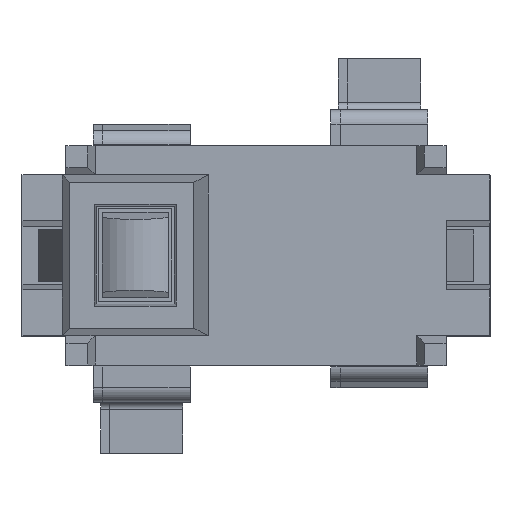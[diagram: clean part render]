
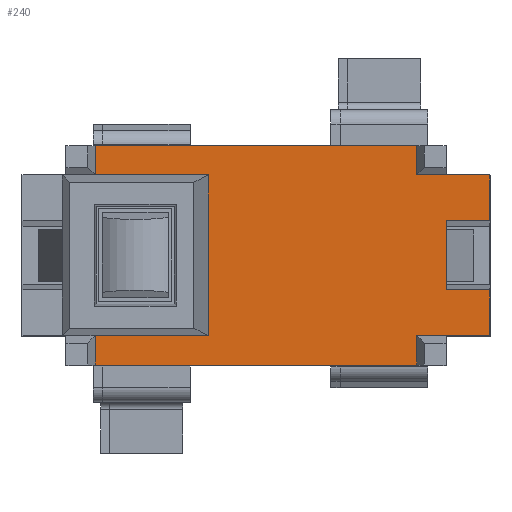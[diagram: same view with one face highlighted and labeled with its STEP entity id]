
A CAD part, top view. The second image highlights one B-rep face of the part: STEP entity #240.
In plain terms, the highlighted planar face has unit normal (0, 0, 1).
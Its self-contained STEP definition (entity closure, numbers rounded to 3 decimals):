
#240 = ADVANCED_FACE( '', ( #584 ), #585, .T. );
#584 = FACE_OUTER_BOUND( '', #1083, .T. );
#585 = PLANE( '', #1084 );
#1083 = EDGE_LOOP( '', ( #1629, #1630, #1631, #1632, #1633, #1634, #1635, #1636, #1637, #1638, #1639, #1640, #1641, #1642, #1643, #1644 ) );
#1084 = AXIS2_PLACEMENT_3D( '', #1645, #1646, #1647 );
#1629 = ORIENTED_EDGE( '', *, *, #3135, .F. );
#1630 = ORIENTED_EDGE( '', *, *, #3136, .F. );
#1631 = ORIENTED_EDGE( '', *, *, #3137, .T. );
#1632 = ORIENTED_EDGE( '', *, *, #3138, .T. );
#1633 = ORIENTED_EDGE( '', *, *, #3139, .T. );
#1634 = ORIENTED_EDGE( '', *, *, #3140, .T. );
#1635 = ORIENTED_EDGE( '', *, *, #3141, .T. );
#1636 = ORIENTED_EDGE( '', *, *, #3142, .T. );
#1637 = ORIENTED_EDGE( '', *, *, #3143, .F. );
#1638 = ORIENTED_EDGE( '', *, *, #3144, .F. );
#1639 = ORIENTED_EDGE( '', *, *, #3145, .F. );
#1640 = ORIENTED_EDGE( '', *, *, #3146, .T. );
#1641 = ORIENTED_EDGE( '', *, *, #3147, .T. );
#1642 = ORIENTED_EDGE( '', *, *, #3148, .T. );
#1643 = ORIENTED_EDGE( '', *, *, #3149, .T. );
#1644 = ORIENTED_EDGE( '', *, *, #3150, .T. );
#1645 = CARTESIAN_POINT( '', ( 2.2, 1.5, 0.35 ) );
#1646 = DIRECTION( '', ( 0., 0., 1. ) );
#1647 = DIRECTION( '', ( 1., 0., 0. ) );
#3135 = EDGE_CURVE( '', #3806, #3807, #3808, .T. );
#3136 = EDGE_CURVE( '', #3809, #3806, #3810, .T. );
#3137 = EDGE_CURVE( '', #3809, #3811, #3812, .T. );
#3138 = EDGE_CURVE( '', #3811, #3813, #3814, .T. );
#3139 = EDGE_CURVE( '', #3813, #3815, #3816, .T. );
#3140 = EDGE_CURVE( '', #3815, #3817, #3818, .T. );
#3141 = EDGE_CURVE( '', #3817, #3819, #3820, .T. );
#3142 = EDGE_CURVE( '', #3819, #3821, #3822, .T. );
#3143 = EDGE_CURVE( '', #3823, #3821, #3824, .T. );
#3144 = EDGE_CURVE( '', #3825, #3823, #3826, .T. );
#3145 = EDGE_CURVE( '', #3827, #3825, #3828, .T. );
#3146 = EDGE_CURVE( '', #3827, #3829, #3830, .T. );
#3147 = EDGE_CURVE( '', #3829, #3831, #3832, .T. );
#3148 = EDGE_CURVE( '', #3831, #3833, #3834, .T. );
#3149 = EDGE_CURVE( '', #3833, #3835, #3836, .T. );
#3150 = EDGE_CURVE( '', #3835, #3807, #3837, .T. );
#3806 = VERTEX_POINT( '', #5085 );
#3807 = VERTEX_POINT( '', #5086 );
#3808 = LINE( '', #5087, #5088 );
#3809 = VERTEX_POINT( '', #5089 );
#3810 = LINE( '', #5090, #5091 );
#3811 = VERTEX_POINT( '', #5092 );
#3812 = LINE( '', #5093, #5094 );
#3813 = VERTEX_POINT( '', #5095 );
#3814 = LINE( '', #5096, #5097 );
#3815 = VERTEX_POINT( '', #5098 );
#3816 = LINE( '', #5099, #5100 );
#3817 = VERTEX_POINT( '', #5101 );
#3818 = LINE( '', #5102, #5103 );
#3819 = VERTEX_POINT( '', #5104 );
#3820 = LINE( '', #5105, #5106 );
#3821 = VERTEX_POINT( '', #5107 );
#3822 = LINE( '', #5108, #5109 );
#3823 = VERTEX_POINT( '', #5110 );
#3824 = LINE( '', #5111, #5112 );
#3825 = VERTEX_POINT( '', #5113 );
#3826 = LINE( '', #5114, #5115 );
#3827 = VERTEX_POINT( '', #5116 );
#3828 = LINE( '', #5117, #5118 );
#3829 = VERTEX_POINT( '', #5119 );
#3830 = LINE( '', #5120, #5121 );
#3831 = VERTEX_POINT( '', #5122 );
#3832 = LINE( '', #5123, #5124 );
#3833 = VERTEX_POINT( '', #5125 );
#3834 = LINE( '', #5126, #5127 );
#3835 = VERTEX_POINT( '', #5128 );
#3836 = LINE( '', #5129, #5130 );
#3837 = LINE( '', #5131, #5132 );
#5085 = CARTESIAN_POINT( '', ( 2.6, -0.472, 0.35 ) );
#5086 = CARTESIAN_POINT( '', ( 3.2, -0.472, 0.35 ) );
#5087 = CARTESIAN_POINT( '', ( 2.6, -0.472, 0.35 ) );
#5088 = VECTOR( '', #6419, 1000. );
#5089 = CARTESIAN_POINT( '', ( 2.6, 0.472, 0.35 ) );
#5090 = CARTESIAN_POINT( '', ( 2.6, -0.472, 0.35 ) );
#5091 = VECTOR( '', #6420, 1000. );
#5092 = CARTESIAN_POINT( '', ( 3.2, 0.472, 0.35 ) );
#5093 = CARTESIAN_POINT( '', ( 2.6, 0.472, 0.35 ) );
#5094 = VECTOR( '', #6421, 1000. );
#5095 = CARTESIAN_POINT( '', ( 3.2, 1.1, 0.35 ) );
#5096 = CARTESIAN_POINT( '', ( 3.2, 1.1, 0.35 ) );
#5097 = VECTOR( '', #6422, 1000. );
#5098 = CARTESIAN_POINT( '', ( 2.2, 1.1, 0.35 ) );
#5099 = CARTESIAN_POINT( '', ( 3.2, 1.1, 0.35 ) );
#5100 = VECTOR( '', #6423, 1000. );
#5101 = CARTESIAN_POINT( '', ( 2.2, 1.5, 0.35 ) );
#5102 = CARTESIAN_POINT( '', ( 2.2, 1.5, 0.35 ) );
#5103 = VECTOR( '', #6424, 1000. );
#5104 = CARTESIAN_POINT( '', ( -2.2, 1.5, 0.35 ) );
#5105 = CARTESIAN_POINT( '', ( 2.2, 1.5, 0.35 ) );
#5106 = VECTOR( '', #6425, 1000. );
#5107 = CARTESIAN_POINT( '', ( -2.2, 1.1, 0.35 ) );
#5108 = CARTESIAN_POINT( '', ( -2.2, 1.5, 0.35 ) );
#5109 = VECTOR( '', #6426, 1000. );
#5110 = CARTESIAN_POINT( '', ( -0.65, 1.1, 0.35 ) );
#5111 = CARTESIAN_POINT( '', ( -0.65, 1.1, 0.35 ) );
#5112 = VECTOR( '', #6427, 1000. );
#5113 = CARTESIAN_POINT( '', ( -0.65, -1.1, 0.35 ) );
#5114 = CARTESIAN_POINT( '', ( -0.65, 1.1, 0.35 ) );
#5115 = VECTOR( '', #6428, 1000. );
#5116 = CARTESIAN_POINT( '', ( -2.2, -1.1, 0.35 ) );
#5117 = CARTESIAN_POINT( '', ( -2.65, -1.1, 0.35 ) );
#5118 = VECTOR( '', #6429, 1000. );
#5119 = CARTESIAN_POINT( '', ( -2.2, -1.5, 0.35 ) );
#5120 = CARTESIAN_POINT( '', ( -2.2, -1.1, 0.35 ) );
#5121 = VECTOR( '', #6430, 1000. );
#5122 = CARTESIAN_POINT( '', ( 2.2, -1.5, 0.35 ) );
#5123 = CARTESIAN_POINT( '', ( 2.2, -1.5, 0.35 ) );
#5124 = VECTOR( '', #6431, 1000. );
#5125 = CARTESIAN_POINT( '', ( 2.2, -1.1, 0.35 ) );
#5126 = CARTESIAN_POINT( '', ( 2.2, -1.1, 0.35 ) );
#5127 = VECTOR( '', #6432, 1000. );
#5128 = CARTESIAN_POINT( '', ( 3.2, -1.1, 0.35 ) );
#5129 = CARTESIAN_POINT( '', ( 3.2, -1.1, 0.35 ) );
#5130 = VECTOR( '', #6433, 1000. );
#5131 = CARTESIAN_POINT( '', ( 3.2, 1.1, 0.35 ) );
#5132 = VECTOR( '', #6434, 1000. );
#6419 = DIRECTION( '', ( 1., 0., 0. ) );
#6420 = DIRECTION( '', ( 0., -1., 0. ) );
#6421 = DIRECTION( '', ( 1., 0., 0. ) );
#6422 = DIRECTION( '', ( 0., 1., 0. ) );
#6423 = DIRECTION( '', ( -1., 0., 0. ) );
#6424 = DIRECTION( '', ( 0., 1., 0. ) );
#6425 = DIRECTION( '', ( -1., 0., 0. ) );
#6426 = DIRECTION( '', ( 0., -1., 0. ) );
#6427 = DIRECTION( '', ( -1., 0., 0. ) );
#6428 = DIRECTION( '', ( 0., 1., 0. ) );
#6429 = DIRECTION( '', ( 1., 0., 0. ) );
#6430 = DIRECTION( '', ( 0., -1., 0. ) );
#6431 = DIRECTION( '', ( 1., 0., 0. ) );
#6432 = DIRECTION( '', ( 0., 1., 0. ) );
#6433 = DIRECTION( '', ( 1., 0., 0. ) );
#6434 = DIRECTION( '', ( 0., 1., 0. ) );
